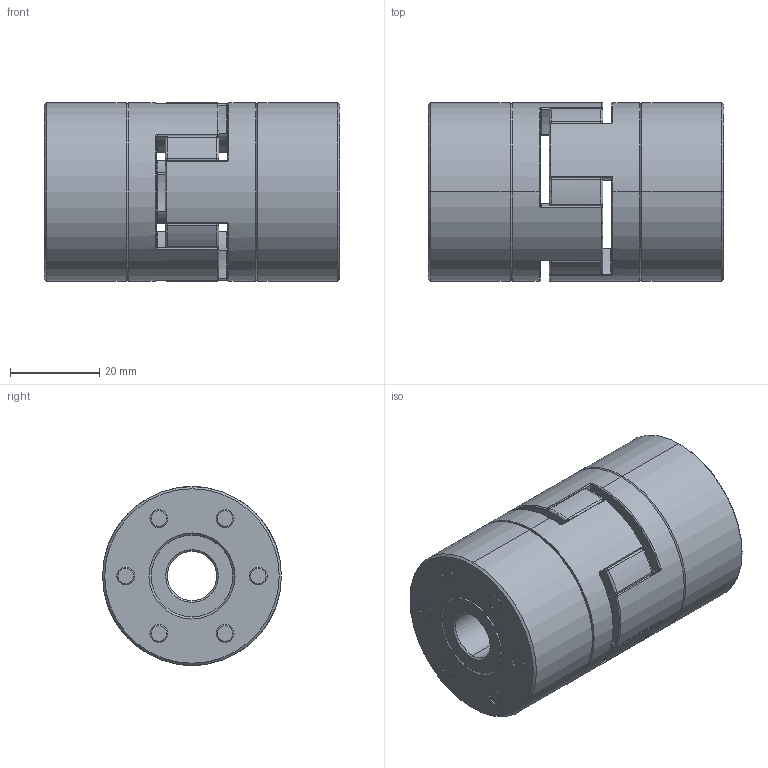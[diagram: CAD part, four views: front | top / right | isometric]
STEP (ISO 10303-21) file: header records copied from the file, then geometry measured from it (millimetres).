
FILE_DESCRIPTION (( 'STEP AP203' ), '1' );
FILE_NAME ('CL10-40.step', '2011-08-10T06:57:45', ( '' ), ( '' ), 'SwSTEP 2.0', 'SolidWorks 2010', '' );
FILE_SCHEMA (( 'CONFIG_CONTROL_DESIGN' ));
Length unit declared in the file: millimetre
Products named in the file (1): CL10-40
Bounding box: 66 x 40 x 40 mm (x, y, z)
Volume: 72250.3 mm3; surface area: 33162.1 mm2
Topology: 17 solids, 17 shells, 392 faces, 856 edges, 483 vertices
Faces by surface type: cylinder 144, torus 109, sphere 45, plane 42, cone 40, bspline 12
Entity records: 11415 total; most frequent: CARTESIAN_POINT 2699, DIRECTION 2076, ORIENTED_EDGE 1644, AXIS2_PLACEMENT_3D 943, EDGE_CURVE 822, CIRCLE 562, VERTEX_POINT 466, EDGE_LOOP 428
